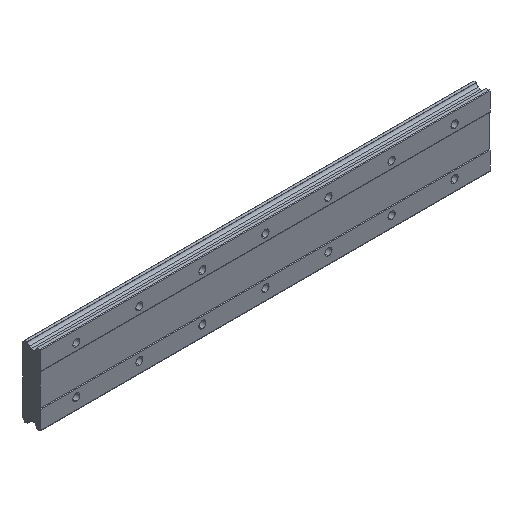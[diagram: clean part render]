
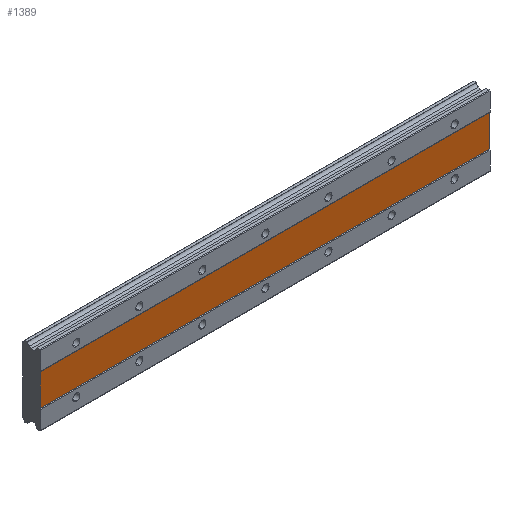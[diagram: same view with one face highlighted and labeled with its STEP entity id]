
A CAD part, isometric view. The second image highlights one B-rep face of the part: STEP entity #1389.
In plain terms, the highlighted planar face has unit normal (0, -1, 0).
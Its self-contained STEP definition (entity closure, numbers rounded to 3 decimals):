
#8 = EDGE_CURVE ( 'NONE', #1936, #1568, #329, .T. ) ;
#45 = PLANE ( 'NONE',  #950 ) ;
#69 = DIRECTION ( 'NONE',  ( 0., 0., 1. ) ) ;
#129 = EDGE_LOOP ( 'NONE', ( #1308, #2909, #2755, #881 ) ) ;
#140 = CARTESIAN_POINT ( 'NONE',  ( -45., 1., -20. ) ) ;
#329 = LINE ( 'NONE', #1116, #1486 ) ;
#441 = VERTEX_POINT ( 'NONE', #607 ) ;
#483 = VERTEX_POINT ( 'NONE', #3156 ) ;
#607 = CARTESIAN_POINT ( 'NONE',  ( 525., 1., 20. ) ) ;
#635 = CARTESIAN_POINT ( 'NONE',  ( 525., 1., 20. ) ) ;
#713 = CARTESIAN_POINT ( 'NONE',  ( -45., 1., 20. ) ) ;
#862 = DIRECTION ( 'NONE',  ( 0., 0., -1. ) ) ;
#881 = ORIENTED_EDGE ( 'NONE', *, *, #8, .F. ) ;
#918 = DIRECTION ( 'NONE',  ( 1., 0., 0. ) ) ;
#950 = AXIS2_PLACEMENT_3D ( 'NONE', #2853, #1524, #1857 ) ;
#1044 = VECTOR ( 'NONE', #918, 1000. ) ;
#1116 = CARTESIAN_POINT ( 'NONE',  ( -45., 1., 20. ) ) ;
#1308 = ORIENTED_EDGE ( 'NONE', *, *, #2385, .F. ) ;
#1389 = ADVANCED_FACE ( 'NONE', ( #1826 ), #45, .F. ) ;
#1441 = LINE ( 'NONE', #1937, #2830 ) ;
#1486 = VECTOR ( 'NONE', #69, 1000. ) ;
#1524 = DIRECTION ( 'NONE',  ( 0., 1., 0. ) ) ;
#1568 = VERTEX_POINT ( 'NONE', #713 ) ;
#1666 = EDGE_CURVE ( 'NONE', #1568, #441, #2466, .T. ) ;
#1826 = FACE_OUTER_BOUND ( 'NONE', #129, .T. ) ;
#1857 = DIRECTION ( 'NONE',  ( 0., 0., 1. ) ) ;
#1909 = EDGE_CURVE ( 'NONE', #441, #483, #1923, .T. ) ;
#1923 = LINE ( 'NONE', #635, #2612 ) ;
#1936 = VERTEX_POINT ( 'NONE', #140 ) ;
#1937 = CARTESIAN_POINT ( 'NONE',  ( 525., 1., -20. ) ) ;
#2385 = EDGE_CURVE ( 'NONE', #483, #1936, #1441, .T. ) ;
#2466 = LINE ( 'NONE', #3233, #1044 ) ;
#2612 = VECTOR ( 'NONE', #862, 1000. ) ;
#2755 = ORIENTED_EDGE ( 'NONE', *, *, #1666, .F. ) ;
#2830 = VECTOR ( 'NONE', #2959, 1000. ) ;
#2853 = CARTESIAN_POINT ( 'NONE',  ( 525., 1., 20. ) ) ;
#2909 = ORIENTED_EDGE ( 'NONE', *, *, #1909, .F. ) ;
#2959 = DIRECTION ( 'NONE',  ( -1., 0., 0. ) ) ;
#3156 = CARTESIAN_POINT ( 'NONE',  ( 525., 1., -20. ) ) ;
#3233 = CARTESIAN_POINT ( 'NONE',  ( 525., 1., 20. ) ) ;
